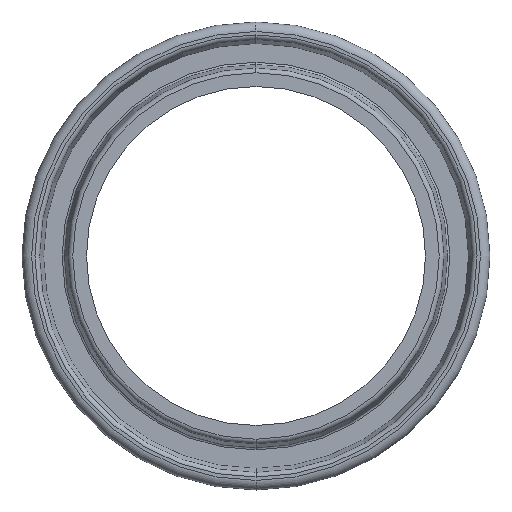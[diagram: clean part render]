
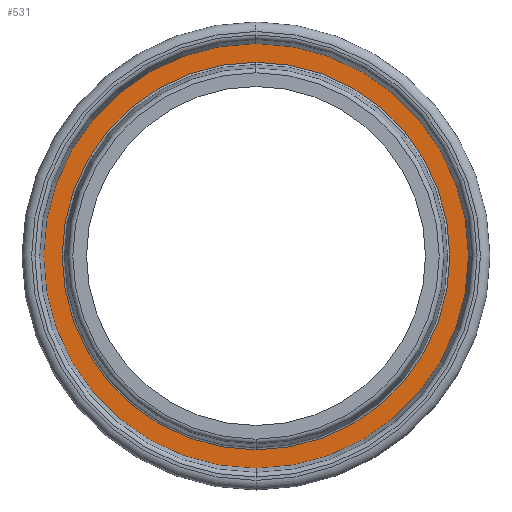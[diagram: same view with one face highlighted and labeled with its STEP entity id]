
A CAD part, top view. The second image highlights one B-rep face of the part: STEP entity #531.
In plain terms, the highlighted planar face has unit normal (0, 0, 1).
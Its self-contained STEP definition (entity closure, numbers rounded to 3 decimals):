
#29 = DIRECTION ( 'NONE',  ( 0., 0., 1. ) ) ;
#112 = FACE_BOUND ( 'NONE', #288, .T. ) ;
#145 = DIRECTION ( 'NONE',  ( 1., 0., 0. ) ) ;
#151 = CIRCLE ( 'NONE', #353, 44.652 ) ;
#184 = FACE_OUTER_BOUND ( 'NONE', #499, .T. ) ;
#200 = CARTESIAN_POINT ( 'NONE',  ( 0., 0., 4. ) ) ;
#201 = AXIS2_PLACEMENT_3D ( 'NONE', #512, #444, #592 ) ;
#207 = CIRCLE ( 'NONE', #680, 40.584 ) ;
#213 = DIRECTION ( 'NONE',  ( 1., 0., 0. ) ) ;
#221 = EDGE_CURVE ( 'NONE', #493, #905, #207, .T. ) ;
#229 = DIRECTION ( 'NONE',  ( 0., 0., 1. ) ) ;
#231 = CARTESIAN_POINT ( 'NONE',  ( 0., 0., 4. ) ) ;
#238 = EDGE_CURVE ( 'NONE', #905, #493, #815, .T. ) ;
#288 = EDGE_LOOP ( 'NONE', ( #842, #320 ) ) ;
#320 = ORIENTED_EDGE ( 'NONE', *, *, #238, .F. ) ;
#331 = VERTEX_POINT ( 'NONE', #652 ) ;
#353 = AXIS2_PLACEMENT_3D ( 'NONE', #798, #229, #365 ) ;
#365 = DIRECTION ( 'NONE',  ( 1., 0., 0. ) ) ;
#366 = VERTEX_POINT ( 'NONE', #723 ) ;
#403 = DIRECTION ( 'NONE',  ( 0., 0., 1. ) ) ;
#444 = DIRECTION ( 'NONE',  ( 0., 0., 1. ) ) ;
#445 = CARTESIAN_POINT ( 'NONE',  ( 0., -40.584, 4. ) ) ;
#455 = EDGE_CURVE ( 'NONE', #331, #366, #599, .T. ) ;
#493 = VERTEX_POINT ( 'NONE', #445 ) ;
#499 = EDGE_LOOP ( 'NONE', ( #699, #514 ) ) ;
#512 = CARTESIAN_POINT ( 'NONE',  ( 49.117, 49.117, 4. ) ) ;
#514 = ORIENTED_EDGE ( 'NONE', *, *, #455, .T. ) ;
#531 = ADVANCED_FACE ( 'NONE', ( #184, #112 ), #789, .T. ) ;
#545 = AXIS2_PLACEMENT_3D ( 'NONE', #231, #29, #730 ) ;
#572 = EDGE_CURVE ( 'NONE', #366, #331, #151, .T. ) ;
#592 = DIRECTION ( 'NONE',  ( 1., 0., 0. ) ) ;
#599 = CIRCLE ( 'NONE', #545, 44.652 ) ;
#621 = CARTESIAN_POINT ( 'NONE',  ( 0., 40.584, 4. ) ) ;
#637 = DIRECTION ( 'NONE',  ( 0., 0., 1. ) ) ;
#652 = CARTESIAN_POINT ( 'NONE',  ( 0., 44.652, 4. ) ) ;
#680 = AXIS2_PLACEMENT_3D ( 'NONE', #200, #403, #145 ) ;
#699 = ORIENTED_EDGE ( 'NONE', *, *, #572, .T. ) ;
#723 = CARTESIAN_POINT ( 'NONE',  ( 0., -44.652, 4. ) ) ;
#730 = DIRECTION ( 'NONE',  ( 1., 0., 0. ) ) ;
#731 = AXIS2_PLACEMENT_3D ( 'NONE', #772, #637, #213 ) ;
#772 = CARTESIAN_POINT ( 'NONE',  ( 0., 0., 4. ) ) ;
#789 = PLANE ( 'NONE',  #201 ) ;
#798 = CARTESIAN_POINT ( 'NONE',  ( 0., 0., 4. ) ) ;
#815 = CIRCLE ( 'NONE', #731, 40.584 ) ;
#842 = ORIENTED_EDGE ( 'NONE', *, *, #221, .F. ) ;
#905 = VERTEX_POINT ( 'NONE', #621 ) ;
